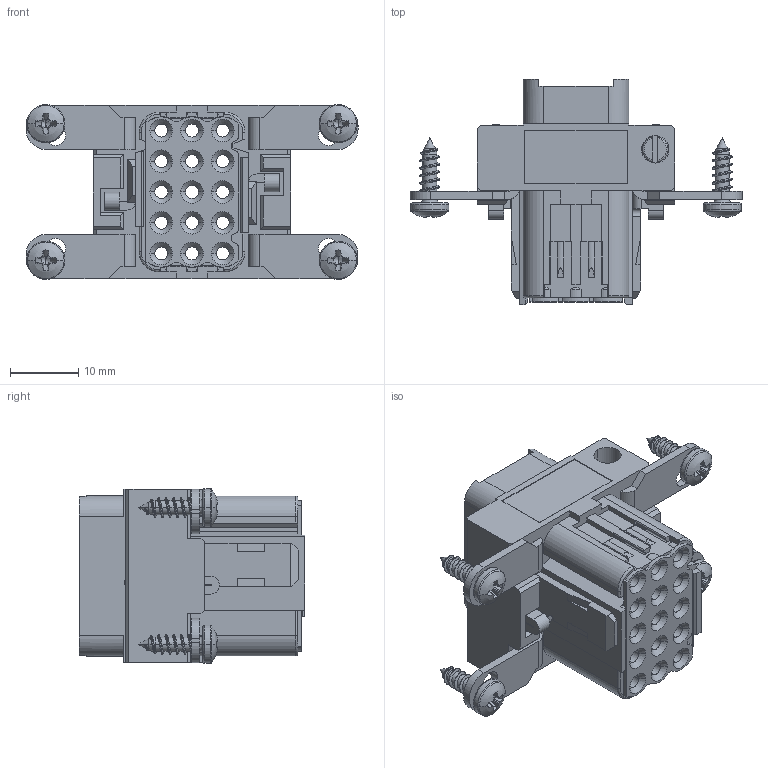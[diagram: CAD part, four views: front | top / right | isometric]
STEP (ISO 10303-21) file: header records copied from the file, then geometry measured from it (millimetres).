
FILE_DESCRIPTION(('Creo Elements/Direct Modeling STEP Export'),'2;1');
FILE_NAME('model.stp','2020-10-30T 6:42:53',(''),(''),'Creo Elements/Direct Modeling STEP processor for AP214 (Solid Model)','Creo Elements/Direct Modeling 20.1A 29-Sep-2018 (C) Parametric Technology GmbH','');
FILE_SCHEMA(('AUTOMOTIVE_DESIGN { 1 0 10303 214 1 1 1 1 }'));
Length unit declared in the file: millimetre
Products named in the file (3): VC-D1-BU15-PE-R; SCHR.BLECH-DIN7981-CH2.9x9.5ZN.1.1
Assembly tree (5 placements, depth 2):
  VC-D1-BU15-PE-R
    SCHR.BLECH-DIN7981-CH2.9x9.5ZN.1.1  x4
    VC-D1-BU15-PE-R
Bounding box: 48.6 x 33 x 25.6 mm (x, y, z)
Volume: 11757.7 mm3; surface area: 11394.1 mm2
Topology: 5 solids, 5 shells, 1433 faces, 3864 edges, 2500 vertices
Faces by surface type: plane 898, cylinder 292, cone 110, bspline 60, extrusion 33, torus 32, sphere 8
Entity records: 62950 total; most frequent: CARTESIAN_POINT 23167, ORIENTED_EDGE 6628, DIRECTION 5559, EDGE_CURVE 3314, VECTOR 2513, LINE 2480, VERTEX_POINT 2161, AXIS2_PLACEMENT_3D 1523
